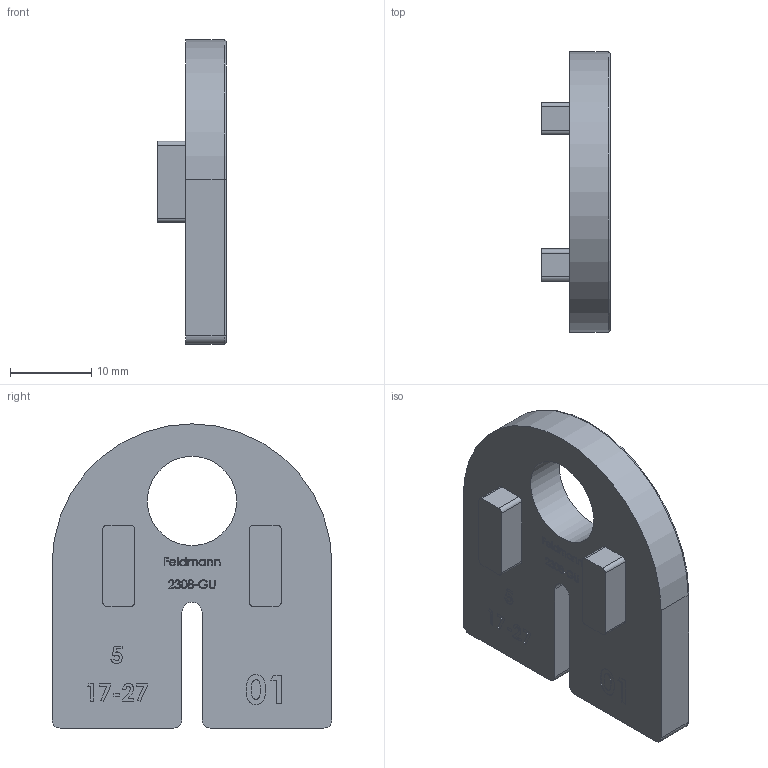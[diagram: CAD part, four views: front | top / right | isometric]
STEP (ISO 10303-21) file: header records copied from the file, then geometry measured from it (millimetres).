
FILE_DESCRIPTION (( 'STEP AP203' ), '1' );
FILE_NAME ('2308-GU.step', '2021-11-25T07:53:39', ( '' ), ( '' ), 'SwSTEP 2.0', 'SolidWorks 2018', '' );
FILE_SCHEMA (( 'CONFIG_CONTROL_DESIGN' ));
Length unit declared in the file: millimetre
Products named in the file (2): 2308-GU
Bounding box: 8.5 x 34.5 x 37.5 mm (x, y, z)
Volume: 5429.6 mm3; surface area: 3212.1 mm2
Topology: 1 solids, 1 shells, 413 faces, 1101 edges, 730 vertices
Faces by surface type: plane 208, bspline 178, cylinder 21, torus 6
Full cylindrical faces by diameter (mm): 11 x1
Entity records: 22525 total; most frequent: CARTESIAN_POINT 13255, ORIENTED_EDGE 2200, DIRECTION 1266, EDGE_CURVE 1100, VERTEX_POINT 730, VECTOR 696, LINE 696, EDGE_LOOP 456
